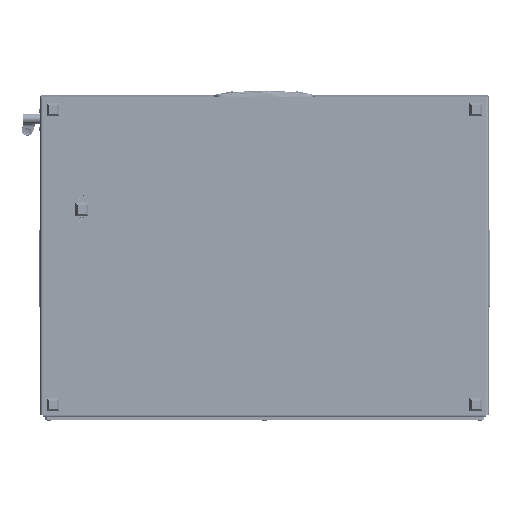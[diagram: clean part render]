
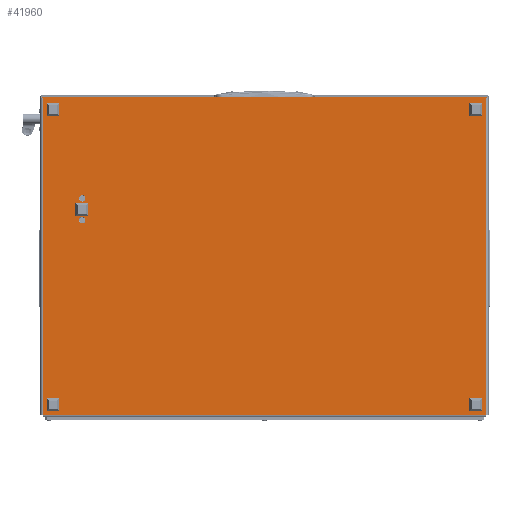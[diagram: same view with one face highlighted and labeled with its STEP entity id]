
A CAD part, front view. The second image highlights one B-rep face of the part: STEP entity #41960.
In plain terms, the highlighted face is planar.
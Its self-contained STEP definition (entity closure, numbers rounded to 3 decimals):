
#25 = DIRECTION ( 'NONE',  ( 0., 1., 0. ) ) ;
#182 = LINE ( 'NONE', #86628, #68410 ) ;
#1273 = CARTESIAN_POINT ( 'NONE',  ( 0., 0., 0. ) ) ;
#2732 = CARTESIAN_POINT ( 'NONE',  ( 0., -2., 0. ) ) ;
#3399 = ORIENTED_EDGE ( 'NONE', *, *, #121298, .F. ) ;
#4858 = CARTESIAN_POINT ( 'NONE',  ( 165.2, 645., 0. ) ) ;
#6462 = DIRECTION ( 'NONE',  ( 0., 1., 0. ) ) ;
#6652 = DIRECTION ( 'NONE',  ( 0., 0., -1. ) ) ;
#7241 = ORIENTED_EDGE ( 'NONE', *, *, #48426, .F. ) ;
#8597 = CARTESIAN_POINT ( 'NONE',  ( 0., 708., 0. ) ) ;
#8886 = VERTEX_POINT ( 'NONE', #106762 ) ;
#9935 = LINE ( 'NONE', #85115, #20350 ) ;
#10188 = EDGE_LOOP ( 'NONE', ( #3399, #95262 ) ) ;
#13046 = VERTEX_POINT ( 'NONE', #13449 ) ;
#13449 = CARTESIAN_POINT ( 'NONE',  ( 0., 0., 0. ) ) ;
#14896 = VECTOR ( 'NONE', #37219, 1000. ) ;
#19038 = EDGE_CURVE ( 'NONE', #69222, #39331, #81343, .T. ) ;
#20350 = VECTOR ( 'NONE', #25, 1000. ) ;
#21022 = DIRECTION ( 'NONE',  ( 1., 0., 0. ) ) ;
#21787 = DIRECTION ( 'NONE',  ( -1., 0., 0. ) ) ;
#22605 = DIRECTION ( 'NONE',  ( -1., 0., 0. ) ) ;
#22885 = AXIS2_PLACEMENT_3D ( 'NONE', #48618, #68182, #105579 ) ;
#23934 = VECTOR ( 'NONE', #40814, 1000. ) ;
#24351 = ORIENTED_EDGE ( 'NONE', *, *, #19038, .F. ) ;
#32276 = VERTEX_POINT ( 'NONE', #100096 ) ;
#34235 = DIRECTION ( 'NONE',  ( 0., -1., 0. ) ) ;
#34255 = VECTOR ( 'NONE', #21787, 1000. ) ;
#36164 = AXIS2_PLACEMENT_3D ( 'NONE', #115960, #40284, #77316 ) ;
#37100 = FACE_BOUND ( 'NONE', #95213, .T. ) ;
#37219 = DIRECTION ( 'NONE',  ( 0., 1., 0. ) ) ;
#37582 = EDGE_CURVE ( 'NONE', #52326, #48581, #53243, .T. ) ;
#39317 = LINE ( 'NONE', #1273, #103191 ) ;
#39331 = VERTEX_POINT ( 'NONE', #95687 ) ;
#40075 = FACE_BOUND ( 'NONE', #10188, .T. ) ;
#40284 = DIRECTION ( 'NONE',  ( 0., 0., -1. ) ) ;
#40539 = EDGE_CURVE ( 'NONE', #32276, #80224, #182, .T. ) ;
#40814 = DIRECTION ( 'NONE',  ( -1., 0., 0. ) ) ;
#41459 = EDGE_CURVE ( 'NONE', #39331, #69222, #109935, .T. ) ;
#41960 = ADVANCED_FACE ( 'NONE', ( #37100, #40075, #68316 ), #106377, .T. ) ;
#42009 = VERTEX_POINT ( 'NONE', #79332 ) ;
#43776 = VECTOR ( 'NONE', #6462, 1000. ) ;
#45656 = ORIENTED_EDGE ( 'NONE', *, *, #52972, .F. ) ;
#48426 = EDGE_CURVE ( 'NONE', #42009, #13046, #9935, .T. ) ;
#48581 = VERTEX_POINT ( 'NONE', #68051 ) ;
#48618 = CARTESIAN_POINT ( 'NONE',  ( 195., 645., 0. ) ) ;
#49071 = CARTESIAN_POINT ( 'NONE',  ( 0., 710., 0. ) ) ;
#49073 = CARTESIAN_POINT ( 'NONE',  ( 0., 708., 0. ) ) ;
#49093 = LINE ( 'NONE', #49073, #23934 ) ;
#49630 = CARTESIAN_POINT ( 'NONE',  ( 195., 645., 0. ) ) ;
#49749 = LINE ( 'NONE', #63206, #43776 ) ;
#50178 = EDGE_CURVE ( 'NONE', #13046, #48581, #39317, .T. ) ;
#52326 = VERTEX_POINT ( 'NONE', #90462 ) ;
#52606 = VERTEX_POINT ( 'NONE', #97804 ) ;
#52972 = EDGE_CURVE ( 'NONE', #111336, #80224, #49749, .T. ) ;
#53219 = ORIENTED_EDGE ( 'NONE', *, *, #37582, .T. ) ;
#53243 = LINE ( 'NONE', #110249, #93522 ) ;
#63022 = CARTESIAN_POINT ( 'NONE',  ( -2., -4., 0. ) ) ;
#63206 = CARTESIAN_POINT ( 'NONE',  ( 0., -4., 0. ) ) ;
#63419 = DIRECTION ( 'NONE',  ( -1., 0., 0. ) ) ;
#63556 = EDGE_CURVE ( 'NONE', #52606, #32276, #68348, .T. ) ;
#64135 = AXIS2_PLACEMENT_3D ( 'NONE', #49630, #105785, #77970 ) ;
#68051 = CARTESIAN_POINT ( 'NONE',  ( 506., 0., 0. ) ) ;
#68067 = DIRECTION ( 'NONE',  ( 1., 0., 0. ) ) ;
#68182 = DIRECTION ( 'NONE',  ( 0., 0., -1. ) ) ;
#68316 = FACE_OUTER_BOUND ( 'NONE', #110131, .T. ) ;
#68348 = LINE ( 'NONE', #63022, #14896 ) ;
#68410 = VECTOR ( 'NONE', #21022, 1000. ) ;
#69222 = VERTEX_POINT ( 'NONE', #4858 ) ;
#69680 = ORIENTED_EDGE ( 'NONE', *, *, #109025, .F. ) ;
#69898 = DIRECTION ( 'NONE',  ( 0., 0., -1. ) ) ;
#70797 = CARTESIAN_POINT ( 'NONE',  ( 189.8, 645., 0. ) ) ;
#71119 = CARTESIAN_POINT ( 'NONE',  ( 160., 645., 0. ) ) ;
#75550 = ORIENTED_EDGE ( 'NONE', *, *, #50178, .F. ) ;
#77316 = DIRECTION ( 'NONE',  ( -1., 0., 0. ) ) ;
#77970 = DIRECTION ( 'NONE',  ( -1., 0., 0. ) ) ;
#78802 = LINE ( 'NONE', #2732, #34255 ) ;
#78868 = ORIENTED_EDGE ( 'NONE', *, *, #41459, .F. ) ;
#79332 = CARTESIAN_POINT ( 'NONE',  ( 0., -2., 0. ) ) ;
#80224 = VERTEX_POINT ( 'NONE', #49071 ) ;
#81343 = CIRCLE ( 'NONE', #98361, 5.2 ) ;
#82148 = CARTESIAN_POINT ( 'NONE',  ( 160., 645., 0. ) ) ;
#85115 = CARTESIAN_POINT ( 'NONE',  ( 0., -4., 0. ) ) ;
#86151 = ORIENTED_EDGE ( 'NONE', *, *, #119180, .T. ) ;
#86628 = CARTESIAN_POINT ( 'NONE',  ( 0., 710., 0. ) ) ;
#88307 = ORIENTED_EDGE ( 'NONE', *, *, #63556, .T. ) ;
#90245 = AXIS2_PLACEMENT_3D ( 'NONE', #71119, #69898, #22605 ) ;
#90462 = CARTESIAN_POINT ( 'NONE',  ( 506., 708., 0. ) ) ;
#93522 = VECTOR ( 'NONE', #34235, 1000. ) ;
#95213 = EDGE_LOOP ( 'NONE', ( #78868, #24351 ) ) ;
#95262 = ORIENTED_EDGE ( 'NONE', *, *, #122888, .F. ) ;
#95687 = CARTESIAN_POINT ( 'NONE',  ( 154.8, 645., 0. ) ) ;
#96234 = CIRCLE ( 'NONE', #64135, 5.2 ) ;
#97804 = CARTESIAN_POINT ( 'NONE',  ( -2., -2., 0. ) ) ;
#98361 = AXIS2_PLACEMENT_3D ( 'NONE', #82148, #6652, #63419 ) ;
#100096 = CARTESIAN_POINT ( 'NONE',  ( -2., 710., 0. ) ) ;
#103191 = VECTOR ( 'NONE', #68067, 1000. ) ;
#104654 = CIRCLE ( 'NONE', #22885, 5.2 ) ;
#105579 = DIRECTION ( 'NONE',  ( -1., 0., 0. ) ) ;
#105785 = DIRECTION ( 'NONE',  ( 0., 0., -1. ) ) ;
#106377 = PLANE ( 'NONE',  #36164 ) ;
#106762 = CARTESIAN_POINT ( 'NONE',  ( 200.2, 645., 0. ) ) ;
#109010 = ORIENTED_EDGE ( 'NONE', *, *, #40539, .T. ) ;
#109025 = EDGE_CURVE ( 'NONE', #52326, #111336, #49093, .T. ) ;
#109935 = CIRCLE ( 'NONE', #90245, 5.2 ) ;
#110131 = EDGE_LOOP ( 'NONE', ( #7241, #86151, #88307, #109010, #45656, #69680, #53219, #75550 ) ) ;
#110249 = CARTESIAN_POINT ( 'NONE',  ( 506., 708., 0. ) ) ;
#111336 = VERTEX_POINT ( 'NONE', #8597 ) ;
#115960 = CARTESIAN_POINT ( 'NONE',  ( 0., 708., 0. ) ) ;
#119180 = EDGE_CURVE ( 'NONE', #42009, #52606, #78802, .T. ) ;
#121298 = EDGE_CURVE ( 'NONE', #121431, #8886, #96234, .T. ) ;
#121431 = VERTEX_POINT ( 'NONE', #70797 ) ;
#122888 = EDGE_CURVE ( 'NONE', #8886, #121431, #104654, .T. ) ;
